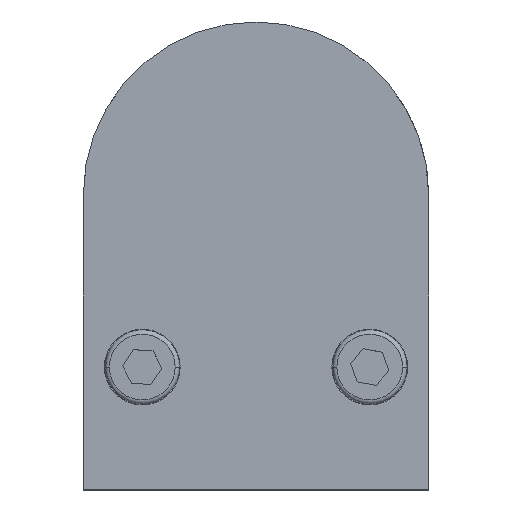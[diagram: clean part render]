
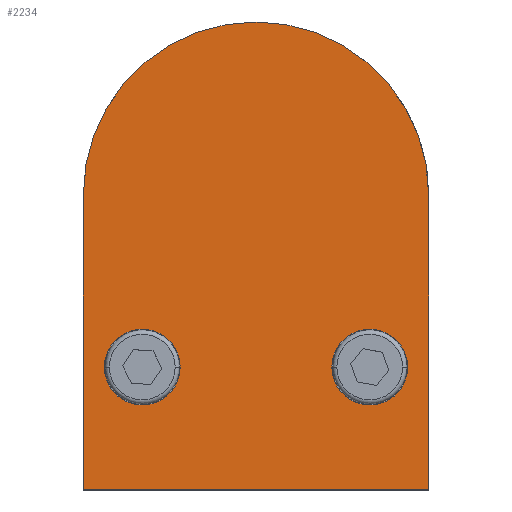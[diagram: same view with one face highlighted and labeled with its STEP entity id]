
A CAD part, top view. The second image highlights one B-rep face of the part: STEP entity #2234.
In plain terms, the highlighted planar face has unit normal (0, 0, 1).
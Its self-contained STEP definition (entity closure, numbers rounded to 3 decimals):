
#6 = VERTEX_POINT ( 'NONE', #3234 ) ;
#17 = DIRECTION ( 'NONE',  ( 1., 0., 0. ) ) ;
#24 = EDGE_CURVE ( 'NONE', #1041, #870, #2623, .T. ) ;
#76 = CARTESIAN_POINT ( 'NONE',  ( -20.5, 0., 14.25 ) ) ;
#129 = EDGE_LOOP ( 'NONE', ( #2845, #1877 ) ) ;
#160 = PLANE ( 'NONE',  #936 ) ;
#183 = DIRECTION ( 'NONE',  ( 0., 0., 1. ) ) ;
#331 = CARTESIAN_POINT ( 'NONE',  ( 20.5, 24.496, 14.25 ) ) ;
#345 = DIRECTION ( 'NONE',  ( 0., 0., 1. ) ) ;
#357 = DIRECTION ( 'NONE',  ( 0., 0., 1. ) ) ;
#397 = DIRECTION ( 'NONE',  ( 0., 1., 0. ) ) ;
#471 = FACE_BOUND ( 'NONE', #3361, .T. ) ;
#526 = CARTESIAN_POINT ( 'NONE',  ( 13.5, 39.038, 14.25 ) ) ;
#619 = AXIS2_PLACEMENT_3D ( 'NONE', #526, #1556, #2344 ) ;
#708 = EDGE_CURVE ( 'NONE', #870, #6, #2933, .T. ) ;
#716 = FACE_OUTER_BOUND ( 'NONE', #910, .T. ) ;
#739 = EDGE_CURVE ( 'NONE', #758, #6, #1384, .T. ) ;
#757 = ORIENTED_EDGE ( 'NONE', *, *, #3147, .F. ) ;
#758 = VERTEX_POINT ( 'NONE', #331 ) ;
#798 = EDGE_CURVE ( 'NONE', #2060, #3143, #2624, .T. ) ;
#799 = VERTEX_POINT ( 'NONE', #2655 ) ;
#835 = CARTESIAN_POINT ( 'NONE',  ( -9., 39.038, 14.25 ) ) ;
#870 = VERTEX_POINT ( 'NONE', #3046 ) ;
#882 = DIRECTION ( 'NONE',  ( -1., 0., 0. ) ) ;
#897 = DIRECTION ( 'NONE',  ( 1., 0., 0. ) ) ;
#899 = EDGE_CURVE ( 'NONE', #758, #1041, #2787, .T. ) ;
#910 = EDGE_LOOP ( 'NONE', ( #2312, #2487, #1018, #3201 ) ) ;
#936 = AXIS2_PLACEMENT_3D ( 'NONE', #1210, #953, #1521 ) ;
#953 = DIRECTION ( 'NONE',  ( 0., 0., 1. ) ) ;
#1018 = ORIENTED_EDGE ( 'NONE', *, *, #24, .T. ) ;
#1022 = FACE_BOUND ( 'NONE', #129, .T. ) ;
#1027 = CARTESIAN_POINT ( 'NONE',  ( -13.5, 39.038, 14.25 ) ) ;
#1041 = VERTEX_POINT ( 'NONE', #2557 ) ;
#1139 = AXIS2_PLACEMENT_3D ( 'NONE', #2717, #357, #897 ) ;
#1151 = ORIENTED_EDGE ( 'NONE', *, *, #1736, .F. ) ;
#1172 = CARTESIAN_POINT ( 'NONE',  ( 20.5, 0., 14.25 ) ) ;
#1210 = CARTESIAN_POINT ( 'NONE',  ( 0., 59.5, 14.25 ) ) ;
#1232 = DIRECTION ( 'NONE',  ( 1., 0., 0. ) ) ;
#1325 = DIRECTION ( 'NONE',  ( 0., 0., 1. ) ) ;
#1339 = CIRCLE ( 'NONE', #2213, 4.5 ) ;
#1384 = LINE ( 'NONE', #1400, #2185 ) ;
#1400 = CARTESIAN_POINT ( 'NONE',  ( 47.6, 24.496, 14.25 ) ) ;
#1521 = DIRECTION ( 'NONE',  ( 1., 0., 0. ) ) ;
#1556 = DIRECTION ( 'NONE',  ( 0., 0., 1. ) ) ;
#1736 = EDGE_CURVE ( 'NONE', #799, #2298, #2142, .T. ) ;
#1825 = CIRCLE ( 'NONE', #619, 4.5 ) ;
#1861 = VECTOR ( 'NONE', #2432, 1000. ) ;
#1877 = ORIENTED_EDGE ( 'NONE', *, *, #798, .F. ) ;
#2060 = VERTEX_POINT ( 'NONE', #3211 ) ;
#2142 = CIRCLE ( 'NONE', #3187, 4.5 ) ;
#2185 = VECTOR ( 'NONE', #882, 1000. ) ;
#2213 = AXIS2_PLACEMENT_3D ( 'NONE', #1027, #1325, #17 ) ;
#2234 = ADVANCED_FACE ( 'NONE', ( #471, #1022, #716 ), #160, .T. ) ;
#2298 = VERTEX_POINT ( 'NONE', #835 ) ;
#2312 = ORIENTED_EDGE ( 'NONE', *, *, #739, .F. ) ;
#2344 = DIRECTION ( 'NONE',  ( 1., 0., 0. ) ) ;
#2366 = EDGE_CURVE ( 'NONE', #3143, #2060, #1825, .T. ) ;
#2432 = DIRECTION ( 'NONE',  ( 0., -1., 0. ) ) ;
#2487 = ORIENTED_EDGE ( 'NONE', *, *, #899, .T. ) ;
#2536 = CARTESIAN_POINT ( 'NONE',  ( -13.5, 39.038, 14.25 ) ) ;
#2557 = CARTESIAN_POINT ( 'NONE',  ( 20.5, 59.5, 14.25 ) ) ;
#2589 = CARTESIAN_POINT ( 'NONE',  ( 18., 39.038, 14.25 ) ) ;
#2623 = CIRCLE ( 'NONE', #1139, 20.5 ) ;
#2624 = CIRCLE ( 'NONE', #3401, 4.5 ) ;
#2655 = CARTESIAN_POINT ( 'NONE',  ( -18., 39.038, 14.25 ) ) ;
#2672 = CARTESIAN_POINT ( 'NONE',  ( 13.5, 39.038, 14.25 ) ) ;
#2717 = CARTESIAN_POINT ( 'NONE',  ( 0., 59.5, 14.25 ) ) ;
#2787 = LINE ( 'NONE', #1172, #2954 ) ;
#2845 = ORIENTED_EDGE ( 'NONE', *, *, #2366, .F. ) ;
#2933 = LINE ( 'NONE', #76, #1861 ) ;
#2954 = VECTOR ( 'NONE', #397, 1000. ) ;
#3046 = CARTESIAN_POINT ( 'NONE',  ( -20.5, 59.5, 14.25 ) ) ;
#3143 = VERTEX_POINT ( 'NONE', #2589 ) ;
#3147 = EDGE_CURVE ( 'NONE', #2298, #799, #1339, .T. ) ;
#3187 = AXIS2_PLACEMENT_3D ( 'NONE', #2536, #183, #1232 ) ;
#3190 = DIRECTION ( 'NONE',  ( 1., 0., 0. ) ) ;
#3201 = ORIENTED_EDGE ( 'NONE', *, *, #708, .T. ) ;
#3211 = CARTESIAN_POINT ( 'NONE',  ( 9., 39.038, 14.25 ) ) ;
#3234 = CARTESIAN_POINT ( 'NONE',  ( -20.5, 24.496, 14.25 ) ) ;
#3361 = EDGE_LOOP ( 'NONE', ( #757, #1151 ) ) ;
#3401 = AXIS2_PLACEMENT_3D ( 'NONE', #2672, #345, #3190 ) ;
